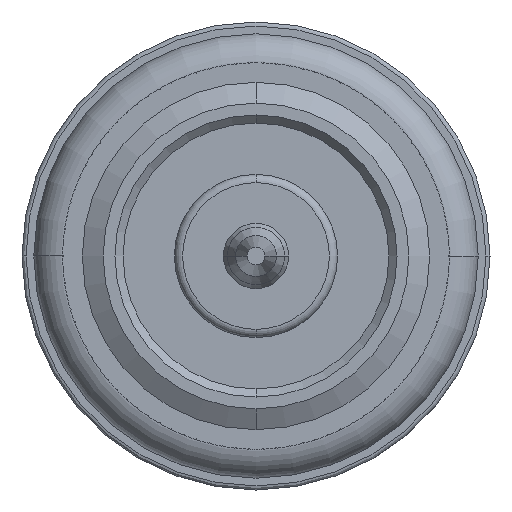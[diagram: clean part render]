
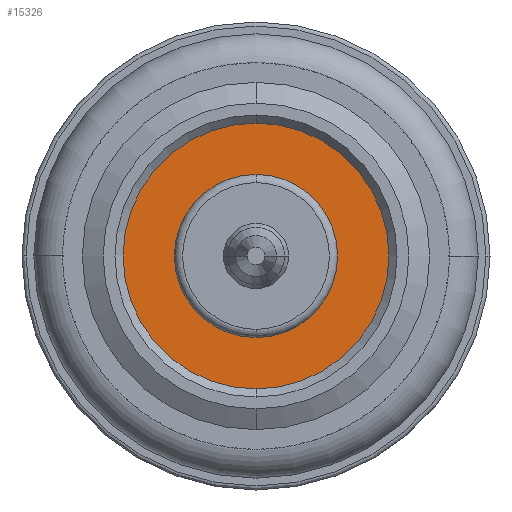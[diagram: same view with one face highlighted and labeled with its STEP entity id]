
A CAD part, front view. The second image highlights one B-rep face of the part: STEP entity #15326.
In plain terms, the highlighted face is planar.
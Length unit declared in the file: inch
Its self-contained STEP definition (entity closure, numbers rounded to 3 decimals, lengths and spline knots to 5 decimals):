
#2175 = CARTESIAN_POINT ( 'NONE',  ( -0.1, 0.162, 0. ) ) ;
#2317 = CIRCLE ( 'NONE', #2387, 0.163 ) ;
#2318 = CARTESIAN_POINT ( 'NONE',  ( 0.1, 0.162, 0. ) ) ;
#2319 = DIRECTION ( 'NONE',  ( -1., 0., 0. ) ) ;
#2320 = DIRECTION ( 'NONE',  ( 0., 1., 0. ) ) ;
#2321 = CARTESIAN_POINT ( 'NONE',  ( 0., 0.162, 0. ) ) ;
#2322 = AXIS2_PLACEMENT_3D ( 'NONE', #2321, #2320, #2319 ) ;
#2323 = CIRCLE ( 'NONE', #2322, 0.1 ) ;
#2382 = CARTESIAN_POINT ( 'NONE',  ( -0.163, 0.162, 0. ) ) ;
#2383 = CARTESIAN_POINT ( 'NONE',  ( 0.163, 0.162, 0. ) ) ;
#2384 = DIRECTION ( 'NONE',  ( -1., 0., 0. ) ) ;
#2385 = DIRECTION ( 'NONE',  ( 0., 1., 0. ) ) ;
#2386 = CARTESIAN_POINT ( 'NONE',  ( 0., 0.162, 0. ) ) ;
#2387 = AXIS2_PLACEMENT_3D ( 'NONE', #2386, #2385, #2384 ) ;
#8697 = VERTEX_POINT ( 'NONE', #2175 ) ;
#8844 = EDGE_CURVE ( 'NONE', #8697, #8845, #2323, .T. ) ;
#8845 = VERTEX_POINT ( 'NONE', #2318 ) ;
#8846 = EDGE_CURVE ( 'NONE', #8847, #8848, #2317, .T. ) ;
#8847 = VERTEX_POINT ( 'NONE', #2383 ) ;
#8848 = VERTEX_POINT ( 'NONE', #2382 ) ;
#11283 = FACE_OUTER_BOUND ( 'NONE', #15327, .T. ) ;
#11285 = DIRECTION ( 'NONE',  ( 0., 1., 0. ) ) ;
#11286 = DIRECTION ( 'NONE',  ( -1., 0., 0. ) ) ;
#11287 = DIRECTION ( 'NONE',  ( 0., 1., 0. ) ) ;
#11325 = PLANE ( 'NONE',  #11368 ) ;
#11329 = CARTESIAN_POINT ( 'NONE',  ( 0., 0.162, 0. ) ) ;
#11330 = AXIS2_PLACEMENT_3D ( 'NONE', #11329, #11359, #11351 ) ;
#11331 = CIRCLE ( 'NONE', #11330, 0.1 ) ;
#11351 = DIRECTION ( 'NONE',  ( -1., 0., 0. ) ) ;
#11356 = CARTESIAN_POINT ( 'NONE',  ( 0., 0.162, 0. ) ) ;
#11357 = AXIS2_PLACEMENT_3D ( 'NONE', #11356, #11285, #11366 ) ;
#11358 = CIRCLE ( 'NONE', #11357, 0.163 ) ;
#11359 = DIRECTION ( 'NONE',  ( 0., 1., 0. ) ) ;
#11362 = FACE_BOUND ( 'NONE', #15331, .T. ) ;
#11366 = DIRECTION ( 'NONE',  ( -1., 0., 0. ) ) ;
#11367 = CARTESIAN_POINT ( 'NONE',  ( 0., 0.162, 0. ) ) ;
#11368 = AXIS2_PLACEMENT_3D ( 'NONE', #11367, #11287, #11286 ) ;
#15324 = ORIENTED_EDGE ( 'NONE', *, *, #8844, .F. ) ;
#15326 = ADVANCED_FACE ( 'NONE', ( #11283, #11362 ), #11325, .T. ) ;
#15327 = EDGE_LOOP ( 'NONE', ( #15328, #15330 ) ) ;
#15328 = ORIENTED_EDGE ( 'NONE', *, *, #15329, .T. ) ;
#15329 = EDGE_CURVE ( 'NONE', #8848, #8847, #11358, .T. ) ;
#15330 = ORIENTED_EDGE ( 'NONE', *, *, #8846, .T. ) ;
#15331 = EDGE_LOOP ( 'NONE', ( #15332, #15324 ) ) ;
#15332 = ORIENTED_EDGE ( 'NONE', *, *, #15333, .F. ) ;
#15333 = EDGE_CURVE ( 'NONE', #8845, #8697, #11331, .T. ) ;
